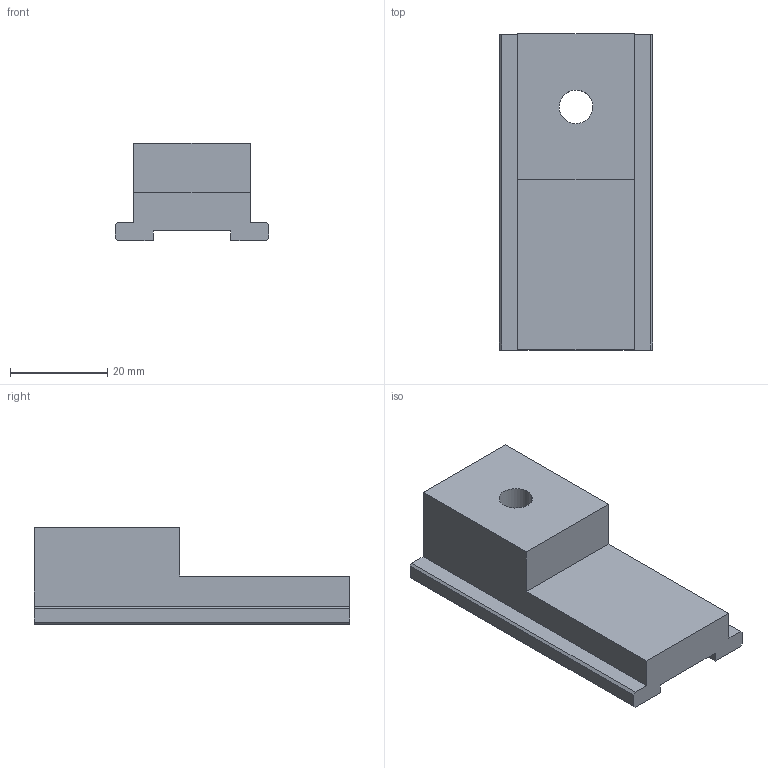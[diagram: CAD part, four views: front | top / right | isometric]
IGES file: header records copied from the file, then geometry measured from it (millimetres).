
Start section: START RECORD GO HERE.
Global section: file name: PIECE_FDU.igs; native system: DASSAULT SYSTEMES CATIA Version 5-6 Release 2014 - www.3ds.com; preprocessor: V5-6R2014_5.24.6.19.07-21-2016.15.00; author: MEB; organization: BOC_SIEGE; date: 20200615.170727; units: millimetre
Bounding box: 31.6 x 65 x 20 mm (x, y, z)
Surface area: 7460.6 mm2 (no closed solid volume)
Topology: 0 solids, 0 shells, 22 faces, 120 edges, 120 vertices
Faces by surface type: plane 20, revolution 2
